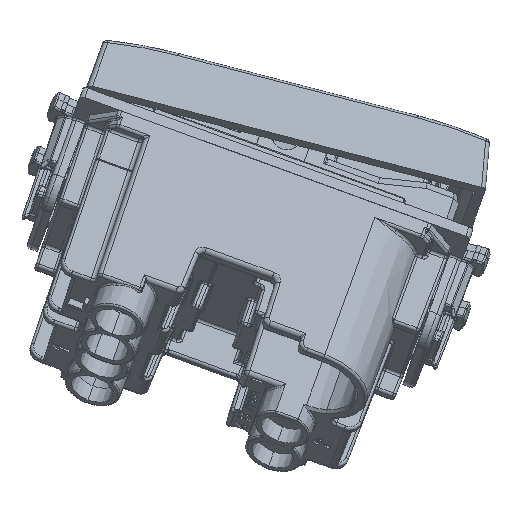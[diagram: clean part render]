
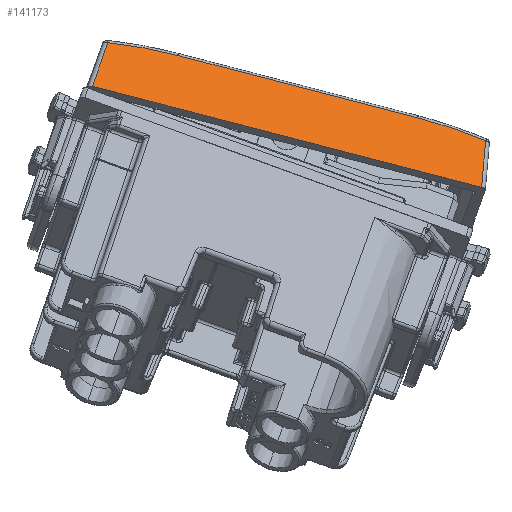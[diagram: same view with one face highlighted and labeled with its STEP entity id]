
A CAD part, left-side view. The second image highlights one B-rep face of the part: STEP entity #141173.
In plain terms, the highlighted face is planar.
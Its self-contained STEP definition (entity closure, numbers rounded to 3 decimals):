
#140402=CARTESIAN_POINT('Vertex',(-11.008,13.441,15.009)) ;
#140405=CARTESIAN_POINT('Line Origine',(-11.008,0.,15.009)) ;
#140409=CARTESIAN_POINT('Vertex',(-11.008,-13.441,15.009)) ;
#140717=CARTESIAN_POINT('Vertex',(-11.02,-21.164,14.333)) ;
#140771=CARTESIAN_POINT('Control Point',(-11.008,-13.441,15.009)) ;
#140772=CARTESIAN_POINT('Control Point',(-11.008,-14.993,15.009)) ;
#140773=CARTESIAN_POINT('Control Point',(-11.009,-16.546,14.941)) ;
#140774=CARTESIAN_POINT('Control Point',(-11.011,-18.094,14.806)) ;
#140775=CARTESIAN_POINT('Control Point',(-11.015,-19.635,14.603)) ;
#140776=CARTESIAN_POINT('Control Point',(-11.02,-21.164,14.333)) ;
#140838=CARTESIAN_POINT('Vertex',(-11.02,21.164,14.333)) ;
#140842=CARTESIAN_POINT('Control Point',(-11.02,21.164,14.333)) ;
#140843=CARTESIAN_POINT('Control Point',(-11.016,19.815,14.571)) ;
#140844=CARTESIAN_POINT('Control Point',(-11.012,18.458,14.757)) ;
#140845=CARTESIAN_POINT('Control Point',(-11.01,17.094,14.89)) ;
#140846=CARTESIAN_POINT('Control Point',(-11.008,15.543,14.982)) ;
#140847=CARTESIAN_POINT('Control Point',(-11.008,13.99,15.006)) ;
#140848=CARTESIAN_POINT('Control Point',(-11.008,13.807,15.008)) ;
#140849=CARTESIAN_POINT('Control Point',(-11.008,13.624,15.009)) ;
#140850=CARTESIAN_POINT('Control Point',(-11.008,13.441,15.009)) ;
#141134=CARTESIAN_POINT('Vertex',(-11.125,21.798,8.3)) ;
#141137=CARTESIAN_POINT('Line Origine',(-11.061,21.41,11.994)) ;
#141149=CARTESIAN_POINT('Axis2P3D Location',(-11.125,22.3,8.3)) ;
#141154=CARTESIAN_POINT('Line Origine',(-11.125,0.,8.3)) ;
#141158=CARTESIAN_POINT('Vertex',(-11.125,-21.798,8.3)) ;
#141162=CARTESIAN_POINT('Control Point',(-11.125,-21.798,8.3)) ;
#141163=CARTESIAN_POINT('Control Point',(-11.02,-21.164,14.333)) ;
#140406=DIRECTION('Vector Direction',(0.,1.,0.)) ;
#141138=DIRECTION('Vector Direction',(0.017,-0.105,0.994)) ;
#141150=DIRECTION('Axis2P3D Direction',(1.,0.,-0.017)) ;
#141151=DIRECTION('Axis2P3D XDirection',(0.,-1.,0.)) ;
#141155=DIRECTION('Vector Direction',(0.,-1.,0.)) ;
#141152=AXIS2_PLACEMENT_3D('Plane Axis2P3D',#141149,#141150,#141151) ;
#141166=ORIENTED_EDGE('',*,*,#140777,.F.) ;
#141167=ORIENTED_EDGE('',*,*,#140411,.F.) ;
#141168=ORIENTED_EDGE('',*,*,#140851,.F.) ;
#141169=ORIENTED_EDGE('',*,*,#141141,.F.) ;
#141170=ORIENTED_EDGE('',*,*,#141160,.F.) ;
#141171=ORIENTED_EDGE('',*,*,#141164,.F.) ;
#140407=VECTOR('Line Direction',#140406,1.) ;
#141139=VECTOR('Line Direction',#141138,1.) ;
#141156=VECTOR('Line Direction',#141155,1.) ;
#141173=ADVANCED_FACE('Tasto Domus',(#141172),#141153,.F.) ;
#140770=B_SPLINE_CURVE_WITH_KNOTS('',5,(#140771,#140772,#140773,#140774,#140775,#140776),.UNSPECIFIED.,.F.,.U.,(6,6),(38.992,50.032),.UNSPECIFIED.) ;
#140841=B_SPLINE_CURVE_WITH_KNOTS('',5,(#140842,#140843,#140844,#140845,#140846,#140847,#140848,#140849,#140850),.UNSPECIFIED.,.F.,.U.,(6,3,6),(13.886,23.623,24.926),.UNSPECIFIED.) ;
#141161=B_SPLINE_CURVE_WITH_KNOTS('',1,(#141162,#141163),.UNSPECIFIED.,.F.,.U.,(2,2),(-3.715,2.353),.UNSPECIFIED.) ;
#140411=EDGE_CURVE('',#140403,#140410,#140408,.F.) ;
#140777=EDGE_CURVE('',#140410,#140718,#140770,.T.) ;
#140851=EDGE_CURVE('',#140839,#140403,#140841,.T.) ;
#141141=EDGE_CURVE('',#141135,#140839,#141140,.T.) ;
#141160=EDGE_CURVE('',#141159,#141135,#141157,.F.) ;
#141164=EDGE_CURVE('',#140718,#141159,#141161,.F.) ;
#141165=EDGE_LOOP('',(#141166,#141167,#141168,#141169,#141170,#141171)) ;
#141172=FACE_OUTER_BOUND('',#141165,.T.) ;
#140408=LINE('Line',#140405,#140407) ;
#141140=LINE('Line',#141137,#141139) ;
#141157=LINE('Line',#141154,#141156) ;
#141153=PLANE('',#141152) ;
#140403=VERTEX_POINT('',#140402) ;
#140410=VERTEX_POINT('',#140409) ;
#140718=VERTEX_POINT('',#140717) ;
#140839=VERTEX_POINT('',#140838) ;
#141135=VERTEX_POINT('',#141134) ;
#141159=VERTEX_POINT('',#141158) ;
